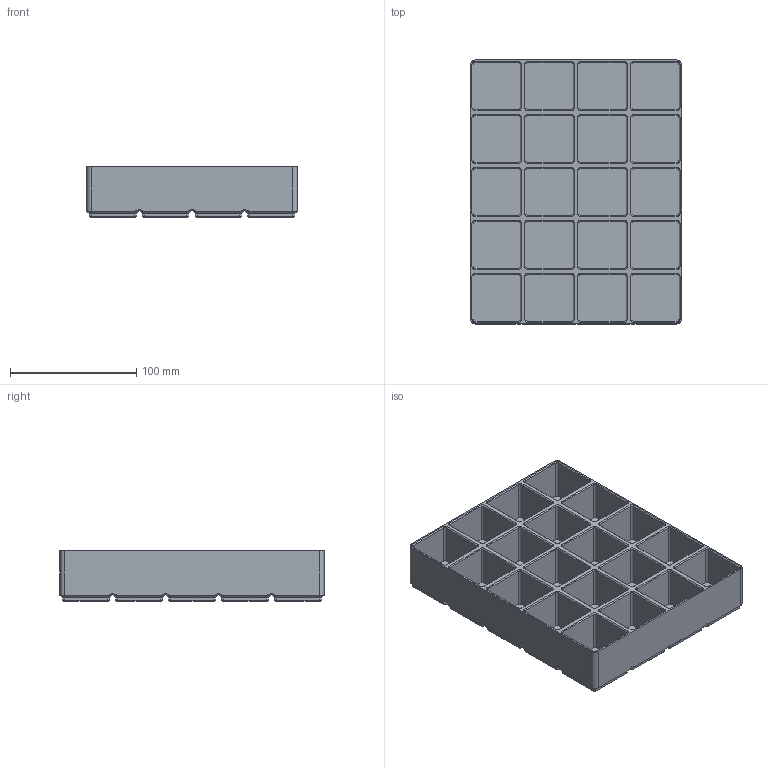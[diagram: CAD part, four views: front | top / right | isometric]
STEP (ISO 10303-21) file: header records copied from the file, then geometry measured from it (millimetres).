
FILE_DESCRIPTION(('Creo Elements/Direct Modeling STEP Export'),'2;1');
FILE_NAME('Gridfinity-4x5x40-01.stp','2022-11-14T13:08:54',(''),(''),'Creo Elements/Direct Modeling STEP processor for AP214 (Solid Model)','Creo Elements/Direct Modeling 20.3A 20-Jun-2020 (C) Parametric Technology GmbH','');
FILE_SCHEMA(('AUTOMOTIVE_DESIGN { 1 0 10303 214 1 1 1 1 }'));
Length unit declared in the file: millimetre
Products named in the file (2): 4x5x40-01
Assembly tree (1 placements, depth 2):
  4x5x40-01
    4x5x40-01
Bounding box: 167.5 x 209.5 x 40 mm (x, y, z)
Volume: 438106.3 mm3; surface area: 207438.4 mm2
Topology: 1 solids, 1 shells, 1329 faces, 2879 edges, 1732 vertices
Faces by surface type: plane 605, cylinder 484, cone 240
Entity records: 39390 total; most frequent: CARTESIAN_POINT 11060, DIRECTION 5865, ORIENTED_EDGE 5758, EDGE_CURVE 2879, AXIS2_PLACEMENT_3D 2102, VERTEX_POINT 1732, VECTOR 1661, LINE 1661
